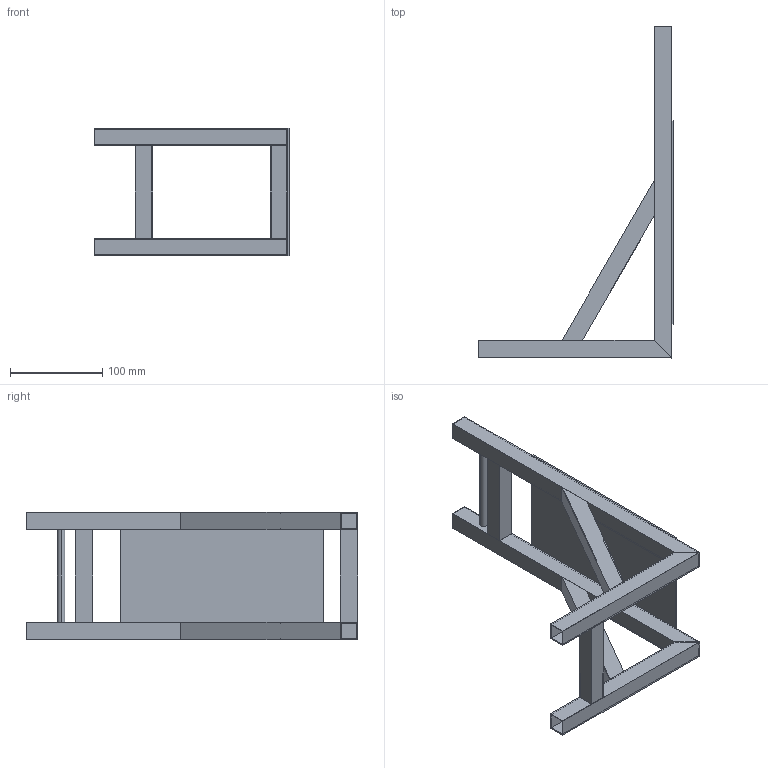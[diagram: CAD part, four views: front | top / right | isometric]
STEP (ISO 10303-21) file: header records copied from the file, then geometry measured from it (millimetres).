
FILE_DESCRIPTION (( 'STEP AP214' ), '1' );
FILE_NAME ('hinge base piston (1).STEP', '2020-03-20T17:05:28', ( '' ), ( '' ), 'SwSTEP 2.0', 'SolidWorks 2019', '' );
FILE_SCHEMA (( 'AUTOMOTIVE_DESIGN' ));
Length unit declared in the file: millimetre
Products named in the file (1): hinge base  piston (1)
Bounding box: 211.53 x 359.52 x 138.1 mm (x, y, z)
Volume: 185324.5 mm3; surface area: 305319.7 mm2
Topology: 10 solids, 10 shells, 90 faces, 210 edges, 140 vertices
Faces by surface type: plane 88, cylinder 2
Entity records: 2665 total; most frequent: CARTESIAN_POINT 441, ORIENTED_EDGE 420, DIRECTION 396, EDGE_CURVE 210, LINE 206, VECTOR 206, VERTEX_POINT 140, EDGE_LOOP 106
